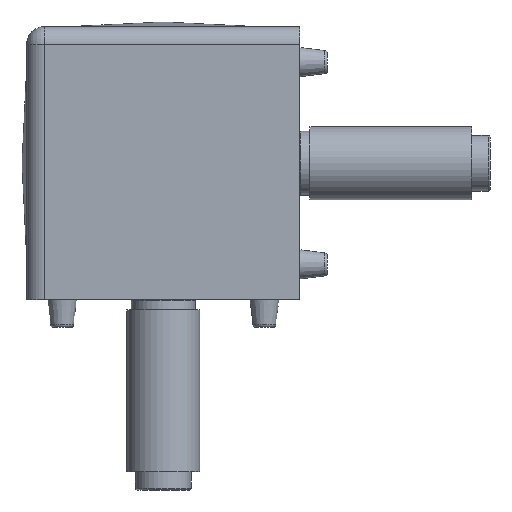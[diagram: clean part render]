
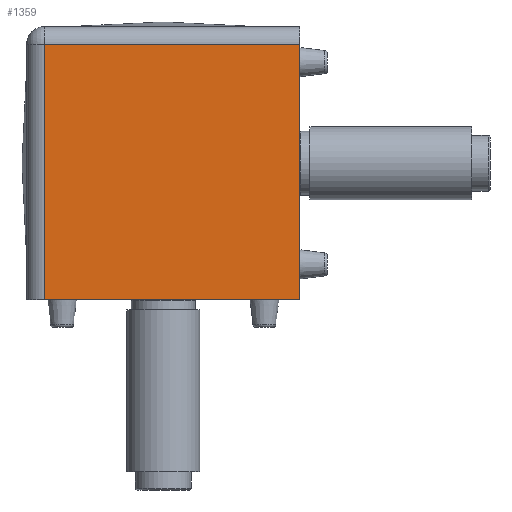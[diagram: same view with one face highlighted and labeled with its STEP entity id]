
A CAD part, left-side view. The second image highlights one B-rep face of the part: STEP entity #1359.
In plain terms, the highlighted planar face has unit normal (-1, 0, 0).
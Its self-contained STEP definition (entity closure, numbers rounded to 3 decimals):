
#102=PLANE('',#1558);
#171=LINE('',#2379,#227);
#172=LINE('',#2382,#228);
#173=LINE('',#2384,#229);
#174=LINE('',#2386,#230);
#227=VECTOR('',#1907,1000.);
#228=VECTOR('',#1908,1000.);
#229=VECTOR('',#1909,1000.);
#230=VECTOR('',#1910,1000.);
#436=ORIENTED_EDGE('',*,*,#691,.F.);
#437=ORIENTED_EDGE('',*,*,#692,.T.);
#438=ORIENTED_EDGE('',*,*,#693,.T.);
#439=ORIENTED_EDGE('',*,*,#694,.T.);
#691=EDGE_CURVE('',#834,#835,#171,.T.);
#692=EDGE_CURVE('',#834,#836,#172,.F.);
#693=EDGE_CURVE('',#836,#837,#173,.T.);
#694=EDGE_CURVE('',#837,#835,#174,.T.);
#834=VERTEX_POINT('',#2380);
#835=VERTEX_POINT('',#2381);
#836=VERTEX_POINT('',#2383);
#837=VERTEX_POINT('',#2385);
#1049=EDGE_LOOP('',(#436,#437,#438,#439));
#1202=FACE_BOUND('',#1049,.T.);
#1359=ADVANCED_FACE('',(#1202),#102,.F.);
#1558=AXIS2_PLACEMENT_3D('',#2378,#1905,#1906);
#1905=DIRECTION('',(1.,0.,0.));
#1906=DIRECTION('',(0.,0.,-1.));
#1907=DIRECTION('',(0.,0.,-1.));
#1908=DIRECTION('',(0.,-1.,0.));
#1909=DIRECTION('',(0.,0.,-1.));
#1910=DIRECTION('',(0.,-1.,0.));
#2378=CARTESIAN_POINT('',(-15.,15.,15.));
#2379=CARTESIAN_POINT('',(-15.,-15.,15.));
#2380=CARTESIAN_POINT('',(-15.,-15.,13.));
#2381=CARTESIAN_POINT('',(-15.,-15.,-15.));
#2382=CARTESIAN_POINT('',(-15.,15.,13.));
#2383=CARTESIAN_POINT('',(-15.,13.,13.));
#2384=CARTESIAN_POINT('',(-15.,13.,15.));
#2385=CARTESIAN_POINT('',(-15.,13.,-15.));
#2386=CARTESIAN_POINT('',(-15.,15.,-15.));
